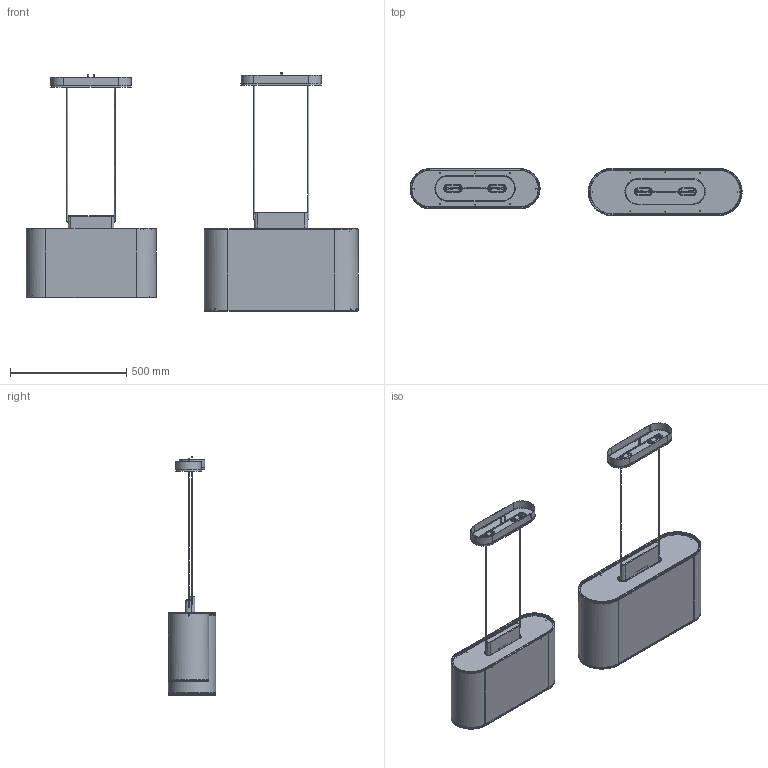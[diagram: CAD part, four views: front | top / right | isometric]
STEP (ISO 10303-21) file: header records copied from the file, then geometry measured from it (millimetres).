
FILE_DESCRIPTION(/* description */ (''),/* implementation_level */ '2;1');
FILE_NAME(/* name */ 'BELMON~1',/* time_stamp */ '2018-01-11T12:00:06-08:00',/* author */ (''),/* organization */ (''),/* preprocessor_version */ 'ST-DEVELOPER v15',/* originating_system */ '',/* authorisation */ '');
FILE_SCHEMA (('CONFIG_CONTROL_DESIGN'));
Length unit declared in the file: millimetre
Products named in the file (25): Document; Belmont 26-11 01; Belmont 22-07; Belmont 22-08; Belmont 22-02; Belmont 22-09; Belmont 26-05 01; Belmont 22-6; Belmont 26-06-06 01; Belmont 22-06-06 01; Belmont 22-06-03; Belmont 22-06-02; Belmont 22-06-05; Belmont 22-06-04; Belmont 26-08; Belmont 26-06-05; Belmont 26-06-02; Block 03; Belmont 26-06-03; Belmont 26-06-04; Belmont 26-07; Belmont 26-11; Belmont 26-02; Belmont 26-03; Belmont 26-05
Assembly tree (27 placements, depth 3):
  Document
    Belmont 26-11 01  x2
    Belmont 22-07
    Belmont 22-08
    Belmont 22-02
    Belmont 22-09
    Belmont 26-05 01
    Belmont 22-6
      Belmont 26-06-06 01
      Belmont 22-06-06 01  x2
      Belmont 22-06-03
      Belmont 22-06-02
      Belmont 22-06-05
      Belmont 22-06-04
    Belmont 26-08
    Belmont 26-06-05
    Belmont 26-06-02
      Block 03
    Belmont 26-06-03
    Belmont 26-06-04
    Belmont 26-07
    Belmont 26-11  x2
    Belmont 26-02
    Belmont 26-03
    Belmont 26-05
Bounding box: 1426.72 x 203.2 x 1024.5 mm (x, y, z)
Volume: 3835488.2 mm3; surface area: 5312365.1 mm2
Topology: 26 solids, 33 shells, 1177 faces, 2886 edges, 1787 vertices
Faces by surface type: bspline 850, plane 327
Entity records: 63043 total; most frequent: CARTESIAN_POINT 44257, ORIENTED_EDGE 5496, EDGE_CURVE 2768, VERTEX_POINT 1719, B_SPLINE_CURVE_WITH_KNOTS 1636, EDGE_LOOP 1231, ADVANCED_FACE 1125, FACE_OUTER_BOUND 1125
